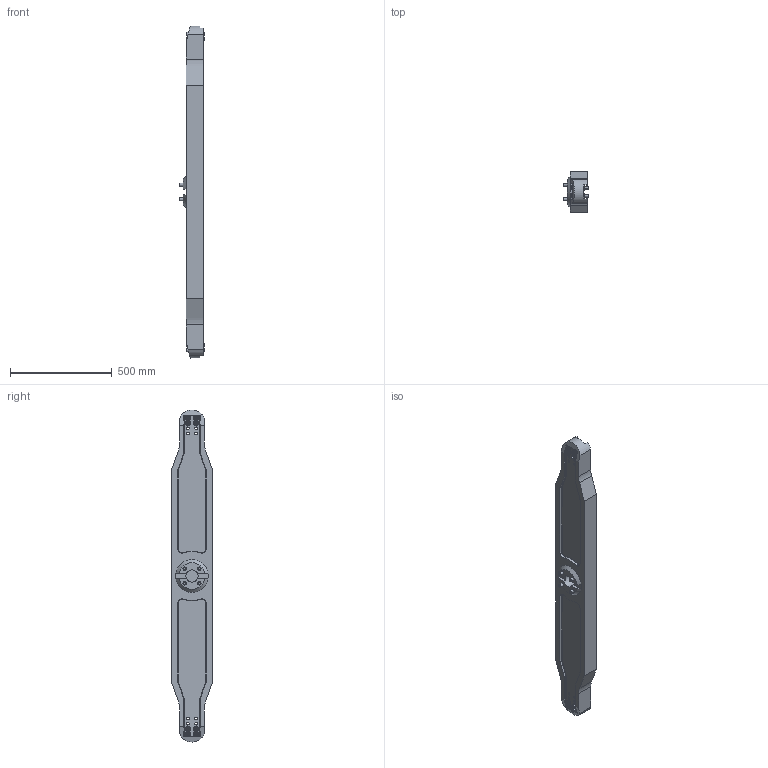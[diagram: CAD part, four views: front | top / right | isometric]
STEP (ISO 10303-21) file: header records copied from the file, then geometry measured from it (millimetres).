
FILE_DESCRIPTION (( 'STEP AP214' ), '1' );
FILE_NAME ('D60.VK3.163.080.STEP', '2020-08-13T15:03:52', ( '' ), ( '' ), 'SwSTEP 2.0', 'SolidWorks 2017', '' );
FILE_SCHEMA (( 'AUTOMOTIVE_DESIGN' ));
Length unit declared in the file: millimetre
Products named in the file (7): VK3-ER1.001.005_A; ISO 7090 - 12; D60-VK3.163.080_A; ISO 4762 - M12 x 80; DIN 179 - D12xD18x12; D60.VK3.163.080; ISO 4762 - M16 x 80
Assembly tree (26 placements, depth 2):
  D60.VK3.163.080
    D60-VK3.163.080_A
    ISO 4762 - M12 x 80  x8
    ISO 7090 - 12  x8
    VK3-ER1.001.005_A
    ISO 4762 - M16 x 80  x4
    DIN 179 - D12xD18x12  x4
Bounding box: 125.5 x 200 x 1629.74 mm (x, y, z)
Volume: 15076785.6 mm3; surface area: 1171039.4 mm2
Topology: 26 solids, 26 shells, 526 faces, 1169 edges, 725 vertices
Faces by surface type: plane 278, cylinder 147, torus 60, cone 41
Full cylindrical faces by diameter (mm): 12 x12, 13 x24, 16 x4, 17 x8, 18 x28, 24 x12, 60 x1, 138 x1, 140 x1
Entity records: 7766 total; most frequent: DIRECTION 1378, CARTESIAN_POINT 1222, ORIENTED_EDGE 1066, AXIS2_PLACEMENT_3D 569, EDGE_CURVE 533, EDGE_LOOP 394, VERTEX_POINT 373, FACE_OUTER_BOUND 314
